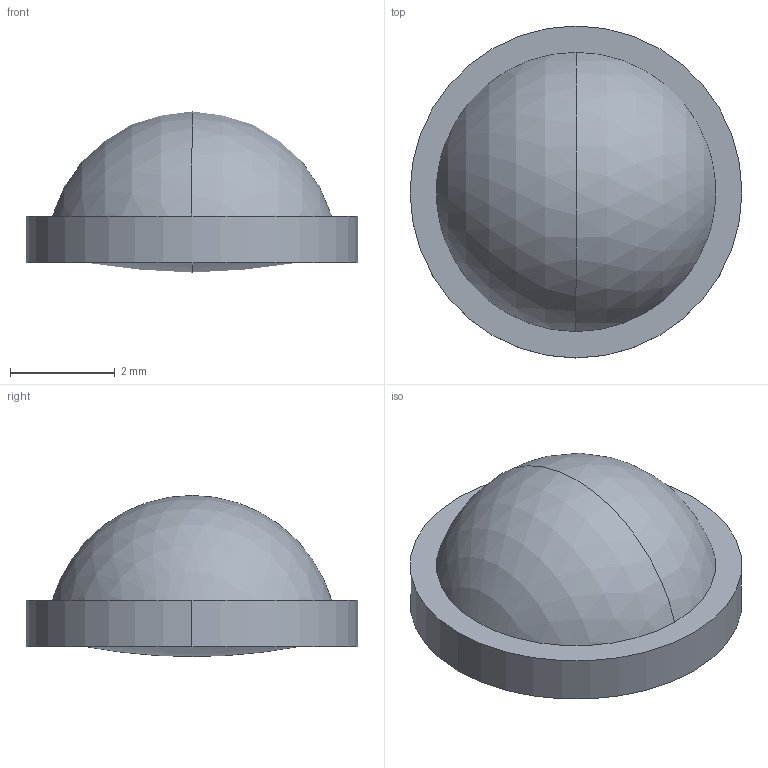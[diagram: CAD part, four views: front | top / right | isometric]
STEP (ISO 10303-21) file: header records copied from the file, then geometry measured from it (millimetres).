
FILE_DESCRIPTION (( 'STEP AP214' ), '1' );
FILE_NAME ('8897-E0W.step', '2007-11-09T09:04:16', ( ' ' ), ( ' ' ), 'SwSTEP 2.0', 'SolidWorks 2007', '' );
FILE_SCHEMA (( 'AUTOMOTIVE_DESIGN' ));
Length unit declared in the file: inch
Products named in the file (1): 8897-E0W
Bounding box: 6.33 x 6.33 x 3.07 mm (x, y, z)
Surface area: 93.2 mm2 (no closed solid volume)
Topology: 0 solids, 1 shells, 8 faces, 14 edges, 10 vertices
Faces by surface type: sphere 4, cylinder 2, plane 2
Entity records: 324 total; most frequent: DIRECTION 44, CARTESIAN_POINT 33, ORIENTED_EDGE 28, AXIS2_PLACEMENT_3D 21, EDGE_CURVE 14, CIRCLE 12, EDGE_LOOP 10, VERTEX_POINT 10
